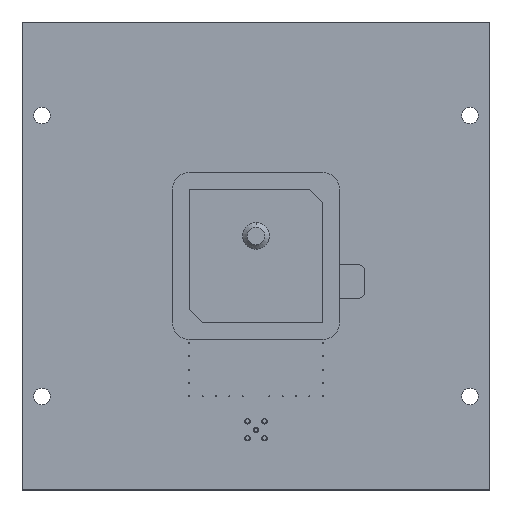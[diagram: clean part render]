
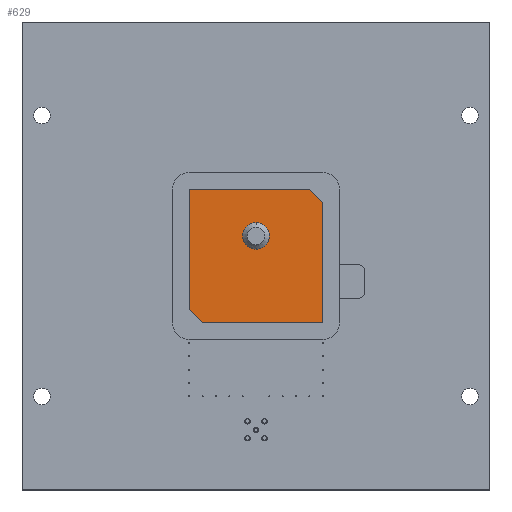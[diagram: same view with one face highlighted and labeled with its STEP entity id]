
A CAD part, top view. The second image highlights one B-rep face of the part: STEP entity #629.
In plain terms, the highlighted planar face has unit normal (0, 0, 1).
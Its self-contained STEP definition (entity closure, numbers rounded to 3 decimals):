
#629=ADVANCED_FACE('',(#1437,#1438),#1439,.T.);
#1437=FACE_OUTER_BOUND('',#2299,.T.);
#1438=FACE_BOUND('',#2300,.T.);
#1439=PLANE('',#2301);
#2299=EDGE_LOOP('',(#4628,#4629,#4630,#4631,#4632,#4633));
#2300=EDGE_LOOP('',(#4634,#4635));
#2301=AXIS2_PLACEMENT_3D('',#4636,#4637,#4638);
#4628=ORIENTED_EDGE('',*,*,#5651,.T.);
#4629=ORIENTED_EDGE('',*,*,#5648,.T.);
#4630=ORIENTED_EDGE('',*,*,#5645,.T.);
#4631=ORIENTED_EDGE('',*,*,#5642,.T.);
#4632=ORIENTED_EDGE('',*,*,#5639,.T.);
#4633=ORIENTED_EDGE('',*,*,#5636,.T.);
#4634=ORIENTED_EDGE('',*,*,#5653,.F.);
#4635=ORIENTED_EDGE('',*,*,#5654,.F.);
#4636=CARTESIAN_POINT('',(148.501,-105.004,4.5));
#4637=DIRECTION('',(0.0,0.0,1.0));
#4638=DIRECTION('',(1.0,0.0,0.0));
#5636=EDGE_CURVE('',#6850,#6848,#6851,.T.);
#5639=EDGE_CURVE('',#6854,#6850,#6855,.T.);
#5642=EDGE_CURVE('',#6858,#6854,#6859,.T.);
#5645=EDGE_CURVE('',#6862,#6858,#6863,.T.);
#5648=EDGE_CURVE('',#6866,#6862,#6867,.T.);
#5651=EDGE_CURVE('',#6848,#6866,#6870,.T.);
#5653=EDGE_CURVE('',#6872,#6873,#6874,.T.);
#5654=EDGE_CURVE('',#6873,#6872,#6875,.T.);
#6848=VERTEX_POINT('',#8349);
#6850=VERTEX_POINT('',#8352);
#6851=LINE('',#8353,#8354);
#6854=VERTEX_POINT('',#8358);
#6855=LINE('',#8359,#8360);
#6858=VERTEX_POINT('',#8364);
#6859=LINE('',#8365,#8366);
#6862=VERTEX_POINT('',#8370);
#6863=LINE('',#8371,#8372);
#6866=VERTEX_POINT('',#8376);
#6867=LINE('',#8377,#8378);
#6870=LINE('',#8382,#8383);
#6872=VERTEX_POINT('',#8385);
#6873=VERTEX_POINT('',#8386);
#6874=CIRCLE('',#8387,1.99);
#6875=CIRCLE('',#8388,1.99);
#8349=CARTESIAN_POINT('',(138.501,-113.004,4.5));
#8352=CARTESIAN_POINT('',(138.501,-95.004,4.5));
#8353=CARTESIAN_POINT('',(138.501,-95.004,4.5));
#8354=VECTOR('',#11069,18.0);
#8358=CARTESIAN_POINT('',(156.501,-95.004,4.5));
#8359=CARTESIAN_POINT('',(156.501,-95.004,4.5));
#8360=VECTOR('',#11071,18.0);
#8364=CARTESIAN_POINT('',(158.501,-97.004,4.5));
#8365=CARTESIAN_POINT('',(158.501,-97.004,4.5));
#8366=VECTOR('',#11073,2.828);
#8370=CARTESIAN_POINT('',(158.501,-115.004,4.5));
#8371=CARTESIAN_POINT('',(158.501,-115.004,4.5));
#8372=VECTOR('',#11075,18.0);
#8376=CARTESIAN_POINT('',(140.501,-115.004,4.5));
#8377=CARTESIAN_POINT('',(140.501,-115.004,4.5));
#8378=VECTOR('',#11077,18.0);
#8382=CARTESIAN_POINT('',(138.501,-113.004,4.5));
#8383=VECTOR('',#11079,2.828);
#8385=CARTESIAN_POINT('',(148.501,-100.014,4.5));
#8386=CARTESIAN_POINT('',(148.501,-103.994,4.5));
#8387=AXIS2_PLACEMENT_3D('',#11080,#11081,#11082);
#8388=AXIS2_PLACEMENT_3D('',#11083,#11084,#11085);
#11069=DIRECTION('',(0.0,-1.0,0.0));
#11071=DIRECTION('',(-1.0,0.0,0.0));
#11073=DIRECTION('',(-0.707,0.707,0.0));
#11075=DIRECTION('',(0.0,1.0,0.0));
#11077=DIRECTION('',(1.0,0.0,0.0));
#11079=DIRECTION('',(0.707,-0.707,0.0));
#11080=CARTESIAN_POINT('',(148.501,-102.004,4.5));
#11081=DIRECTION('',(0.0,-0.0,1.0));
#11082=DIRECTION('',(0.0,1.0,0.0));
#11083=CARTESIAN_POINT('',(148.501,-102.004,4.5));
#11084=DIRECTION('',(0.0,0.0,1.0));
#11085=DIRECTION('',(0.0,-1.0,0.0));
